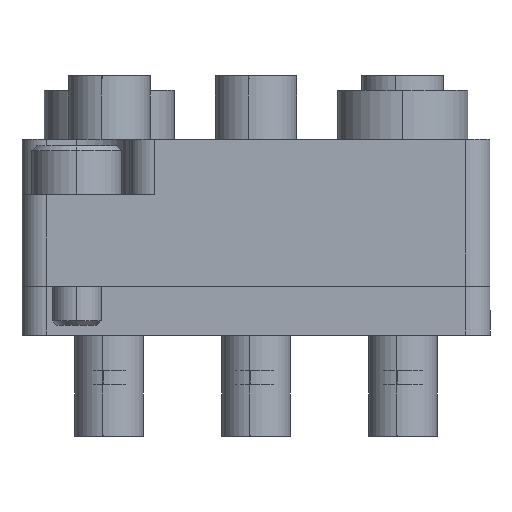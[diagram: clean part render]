
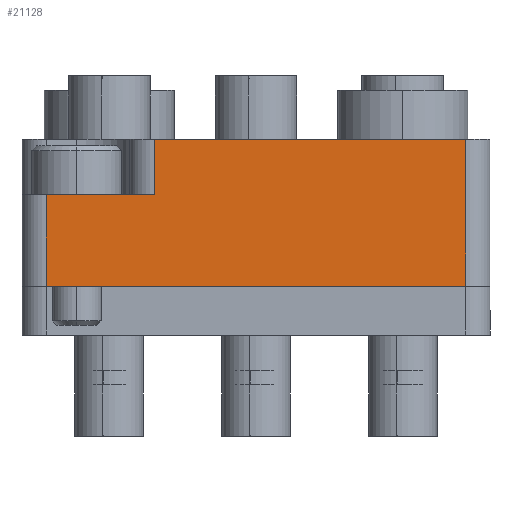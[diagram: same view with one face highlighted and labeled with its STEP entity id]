
A CAD part, front view. The second image highlights one B-rep face of the part: STEP entity #21128.
In plain terms, the highlighted face is planar.
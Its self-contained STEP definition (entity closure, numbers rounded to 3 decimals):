
#516 = VECTOR ( 'NONE', #11193, 1000. ) ;
#736 = VECTOR ( 'NONE', #6047, 1000. ) ;
#1582 = ORIENTED_EDGE ( 'NONE', *, *, #7441, .T. ) ;
#1648 = FACE_OUTER_BOUND ( 'NONE', #15500, .T. ) ;
#1649 = CARTESIAN_POINT ( 'NONE',  ( 30., 9., -12.85 ) ) ;
#2421 = CARTESIAN_POINT ( 'NONE',  ( 30., 5.6, 7.75 ) ) ;
#3265 = DIRECTION ( 'NONE',  ( 0., 1., 0. ) ) ;
#3311 = EDGE_CURVE ( 'NONE', #9652, #10247, #15097, .T. ) ;
#3610 = VECTOR ( 'NONE', #11345, 1000. ) ;
#3771 = CARTESIAN_POINT ( 'NONE',  ( 30., 5.6, 6.25 ) ) ;
#4548 = ORIENTED_EDGE ( 'NONE', *, *, #17310, .F. ) ;
#4791 = CARTESIAN_POINT ( 'NONE',  ( 30., 0., 14.35 ) ) ;
#5212 = LINE ( 'NONE', #11763, #16553 ) ;
#5324 = CARTESIAN_POINT ( 'NONE',  ( 30., 0., -12.85 ) ) ;
#5532 = DIRECTION ( 'NONE',  ( 0., 0., -1. ) ) ;
#5556 = AXIS2_PLACEMENT_3D ( 'NONE', #19755, #6390, #3265 ) ;
#5613 = LINE ( 'NONE', #3771, #11792 ) ;
#5833 = CARTESIAN_POINT ( 'NONE',  ( 30., 0., 12.85 ) ) ;
#6047 = DIRECTION ( 'NONE',  ( 0., -1., 0. ) ) ;
#6390 = DIRECTION ( 'NONE',  ( 1., 0., 0. ) ) ;
#6836 = VERTEX_POINT ( 'NONE', #14092 ) ;
#7441 = EDGE_CURVE ( 'NONE', #6836, #7697, #18163, .T. ) ;
#7697 = VERTEX_POINT ( 'NONE', #5324 ) ;
#8236 = ORIENTED_EDGE ( 'NONE', *, *, #3311, .F. ) ;
#9652 = VERTEX_POINT ( 'NONE', #20966 ) ;
#9714 = PLANE ( 'NONE',  #5556 ) ;
#10247 = VERTEX_POINT ( 'NONE', #1649 ) ;
#10497 = CARTESIAN_POINT ( 'NONE',  ( 30., 5.6, 12.85 ) ) ;
#11193 = DIRECTION ( 'NONE',  ( 0., 0., -1. ) ) ;
#11345 = DIRECTION ( 'NONE',  ( 0., 0., -1. ) ) ;
#11501 = ORIENTED_EDGE ( 'NONE', *, *, #15671, .T. ) ;
#11763 = CARTESIAN_POINT ( 'NONE',  ( 30., 9., -12.85 ) ) ;
#11792 = VECTOR ( 'NONE', #13460, 1000. ) ;
#13388 = DIRECTION ( 'NONE',  ( 0., 1., 0. ) ) ;
#13460 = DIRECTION ( 'NONE',  ( 0., -1., 0. ) ) ;
#13805 = LINE ( 'NONE', #5833, #736 ) ;
#14092 = CARTESIAN_POINT ( 'NONE',  ( 30., 0., 12.85 ) ) ;
#15097 = LINE ( 'NONE', #15427, #16210 ) ;
#15427 = CARTESIAN_POINT ( 'NONE',  ( 30., 9., 14.35 ) ) ;
#15500 = EDGE_LOOP ( 'NONE', ( #1582, #17425, #8236, #11501, #4548, #17479 ) ) ;
#15671 = EDGE_CURVE ( 'NONE', #9652, #19563, #5613, .T. ) ;
#16210 = VECTOR ( 'NONE', #5532, 1000. ) ;
#16553 = VECTOR ( 'NONE', #13388, 1000. ) ;
#17310 = EDGE_CURVE ( 'NONE', #17654, #19563, #18903, .T. ) ;
#17425 = ORIENTED_EDGE ( 'NONE', *, *, #20870, .T. ) ;
#17479 = ORIENTED_EDGE ( 'NONE', *, *, #20266, .T. ) ;
#17654 = VERTEX_POINT ( 'NONE', #10497 ) ;
#18161 = CARTESIAN_POINT ( 'NONE',  ( 30., 5.6, 6.25 ) ) ;
#18163 = LINE ( 'NONE', #4791, #3610 ) ;
#18903 = LINE ( 'NONE', #2421, #516 ) ;
#19563 = VERTEX_POINT ( 'NONE', #18161 ) ;
#19755 = CARTESIAN_POINT ( 'NONE',  ( 30., 9., 14.35 ) ) ;
#20266 = EDGE_CURVE ( 'NONE', #17654, #6836, #13805, .T. ) ;
#20870 = EDGE_CURVE ( 'NONE', #7697, #10247, #5212, .T. ) ;
#20966 = CARTESIAN_POINT ( 'NONE',  ( 30., 9., 6.25 ) ) ;
#21128 = ADVANCED_FACE ( 'NONE', ( #1648 ), #9714, .T. ) ;
